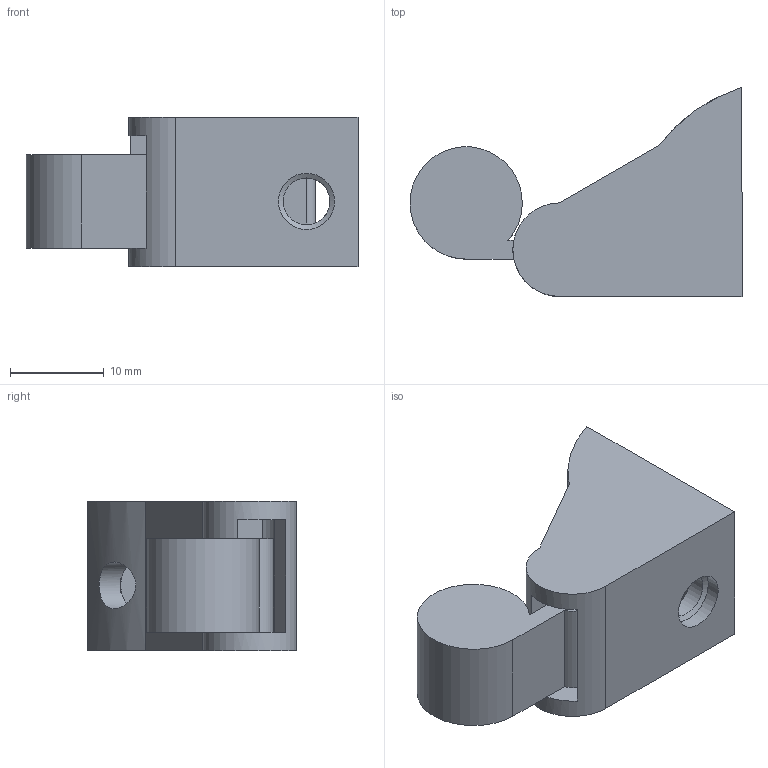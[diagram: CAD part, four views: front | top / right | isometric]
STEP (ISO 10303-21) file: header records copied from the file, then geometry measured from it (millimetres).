
FILE_DESCRIPTION(/* description */ (''),/* implementation_level */ '2;1');
FILE_NAME(/* name */ 'Output-Oscillating actuator.step',/* time_stamp */ '2022-04-07T14:49:55+01:00',/* author */ (''),/* organization */ (''),/* preprocessor_version */ 'ST-DEVELOPER v18.1',/* originating_system */ 'Autodesk Translation Framework v10.13.0.1454',/* authorisation */ '');
FILE_SCHEMA (('AUTOMOTIVE_DESIGN { 1 0 10303 214 3 1 1 }'));
Length unit declared in the file: millimetre
Products named in the file (1): Wriggler with top
Bounding box: 35.47 x 22.34 x 16 mm (x, y, z)
Volume: 5117.1 mm3; surface area: 4184 mm2
Topology: 2 solids, 2 shells, 34 faces, 90 edges, 59 vertices
Faces by surface type: plane 19, cylinder 14, cone 1
Full cylindrical faces by diameter (mm): 5 x2, 6 x1
Entity records: 1176 total; most frequent: CARTESIAN_POINT 259, DIRECTION 187, ORIENTED_EDGE 180, EDGE_CURVE 90, AXIS2_PLACEMENT_3D 65, VERTEX_POINT 59, LINE 57, VECTOR 57
